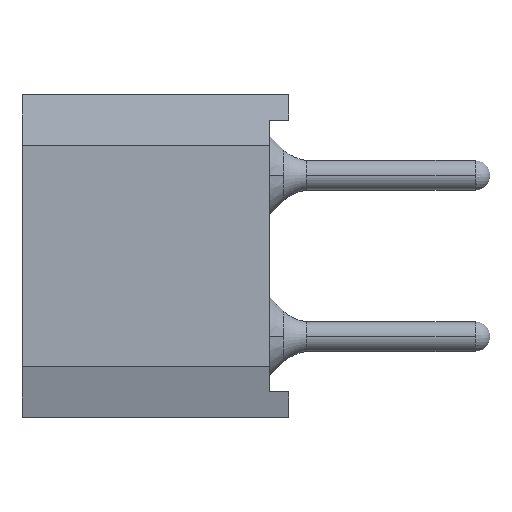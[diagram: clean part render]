
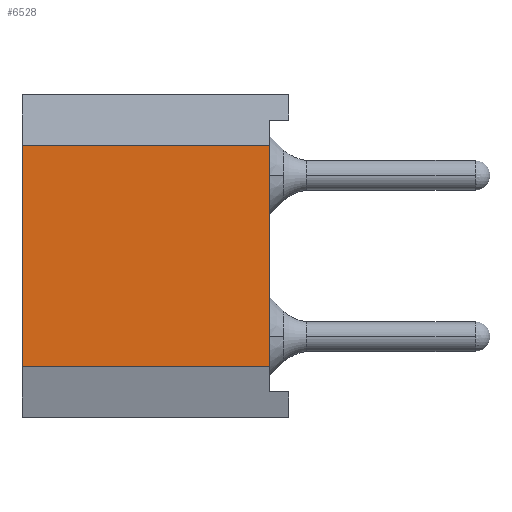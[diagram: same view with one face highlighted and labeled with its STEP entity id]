
A CAD part, left-side view. The second image highlights one B-rep face of the part: STEP entity #6528.
In plain terms, the highlighted planar face has unit normal (-1, 0, 0).
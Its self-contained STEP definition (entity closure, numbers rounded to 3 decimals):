
#3880=EDGE_CURVE('',#7826,#6406,#9429,.T.);
#5378=EDGE_CURVE('',#6466,#7826,#11093,.T.);
#6406=VERTEX_POINT('',#12238);
#6466=VERTEX_POINT('',#12307);
#6528=ADVANCED_FACE('',(#12374),#12375,.T.);
#7212=EDGE_CURVE('',#6406,#7572,#13129,.T.);
#7572=VERTEX_POINT('',#13547);
#7826=VERTEX_POINT('',#13830);
#8046=EDGE_CURVE('',#6466,#7572,#14066,.T.);
#9429=LINE('',#15881,#15882);
#11093=LINE('',#18096,#18097);
#12238=CARTESIAN_POINT('',(-8.89,4.2,1.74));
#12307=CARTESIAN_POINT('',(-8.89,0.3,-1.74));
#12374=FACE_OUTER_BOUND('',#19801,.T.);
#12375=PLANE('',#19802);
#13129=LINE('',#20817,#20818);
#13547=CARTESIAN_POINT('',(-8.89,4.2,-1.74));
#13830=CARTESIAN_POINT('',(-8.89,0.3,1.74));
#14066=LINE('',#22061,#22062);
#15881=CARTESIAN_POINT('',(-8.89,0.,1.74));
#15882=VECTOR('',#23821,1.0);
#18096=CARTESIAN_POINT('',(-8.89,0.3,0.87));
#18097=VECTOR('',#25851,1.0);
#19801=EDGE_LOOP('',(#27480,#27481,#27482,#27483));
#19802=AXIS2_PLACEMENT_3D('',#27484,#27485,#27486);
#20817=CARTESIAN_POINT('',(-8.89,4.2,1.74));
#20818=VECTOR('',#28370,1.0);
#22061=CARTESIAN_POINT('',(-8.89,0.,-1.74));
#22062=VECTOR('',#29572,1.0);
#23821=DIRECTION('',(0.0,1.0,0.));
#25851=DIRECTION('',(0.0,0.0,1.0));
#27480=ORIENTED_EDGE('',*,*,#5378,.T.);
#27481=ORIENTED_EDGE('',*,*,#3880,.T.);
#27482=ORIENTED_EDGE('',*,*,#7212,.T.);
#27483=ORIENTED_EDGE('',*,*,#8046,.F.);
#27484=CARTESIAN_POINT('',(-8.89,0.,1.74));
#27485=DIRECTION('',(-1.0,0.0,0.0));
#27486=DIRECTION('',(0.0,0.0,1.0));
#28370=DIRECTION('',(0.0,0.,-1.0));
#29572=DIRECTION('',(0.0,1.0,0.));
